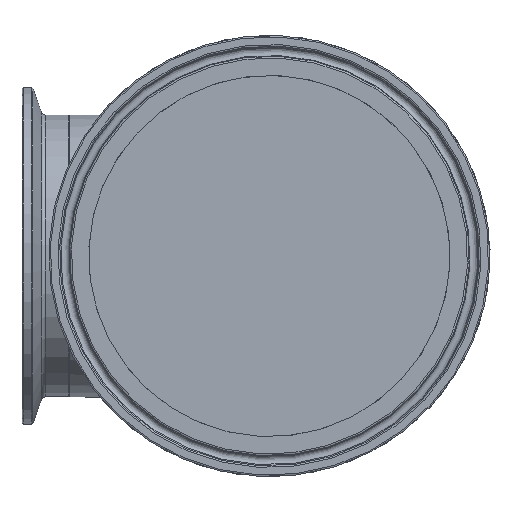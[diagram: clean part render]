
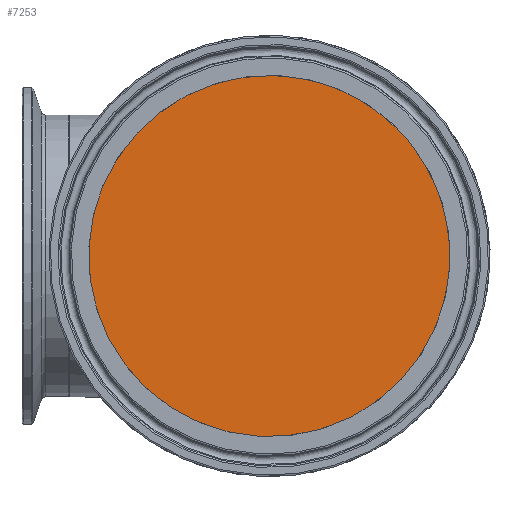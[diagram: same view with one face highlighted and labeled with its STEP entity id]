
A CAD part, left-side view. The second image highlights one B-rep face of the part: STEP entity #7253.
In plain terms, the highlighted planar face has unit normal (-1, 0, 0).
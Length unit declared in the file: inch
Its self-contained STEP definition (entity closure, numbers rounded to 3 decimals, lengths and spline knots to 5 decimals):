
#135=FACE_BOUND('',#1354,.T.);
#136=FACE_BOUND('',#1355,.T.);
#363=PLANE('',#7682);
#1354=EDGE_LOOP('',(#6699));
#1355=EDGE_LOOP('',(#6700));
#1591=CIRCLE('',#7670,2.);
#1593=CIRCLE('',#7683,1.995);
#3612=VERTEX_POINT('',#15475);
#3615=VERTEX_POINT('',#15557);
#4661=EDGE_CURVE('',#3612,#3612,#1591,.T.);
#4664=EDGE_CURVE('',#3615,#3615,#1593,.T.);
#6699=ORIENTED_EDGE('',*,*,#4664,.F.);
#6700=ORIENTED_EDGE('',*,*,#4661,.T.);
#7253=ADVANCED_FACE('',(#135,#136),#363,.F.);
#7670=AXIS2_PLACEMENT_3D('',#15476,#8991,#8992);
#7682=AXIS2_PLACEMENT_3D('',#15556,#9015,#9016);
#7683=AXIS2_PLACEMENT_3D('',#15558,#9017,#9018);
#8991=DIRECTION('center_axis',(-1.,0.,0.));
#8992=DIRECTION('ref_axis',(0.,-1.,0.));
#9015=DIRECTION('center_axis',(1.,0.,0.));
#9016=DIRECTION('ref_axis',(0.,0.,-1.));
#9017=DIRECTION('center_axis',(-1.,0.,0.));
#9018=DIRECTION('ref_axis',(0.,-0.975,-0.223));
#15475=CARTESIAN_POINT('',(-3.4375,2.,0.));
#15476=CARTESIAN_POINT('Origin',(-3.4375,0.,0.));
#15556=CARTESIAN_POINT('Origin',(-3.4375,0.,0.));
#15557=CARTESIAN_POINT('',(-3.4375,1.9446,0.44559));
#15558=CARTESIAN_POINT('Origin',(-3.4375,0.,0.));
